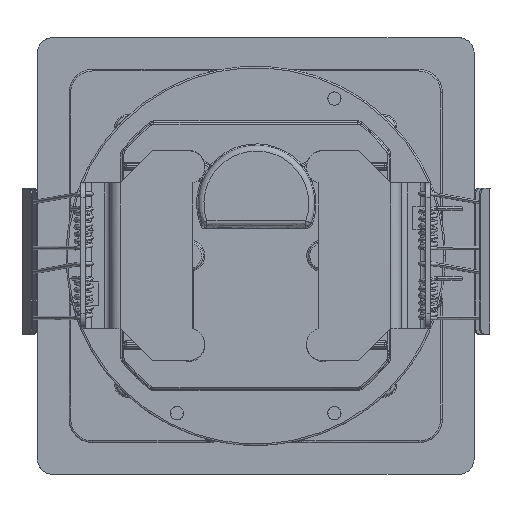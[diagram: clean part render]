
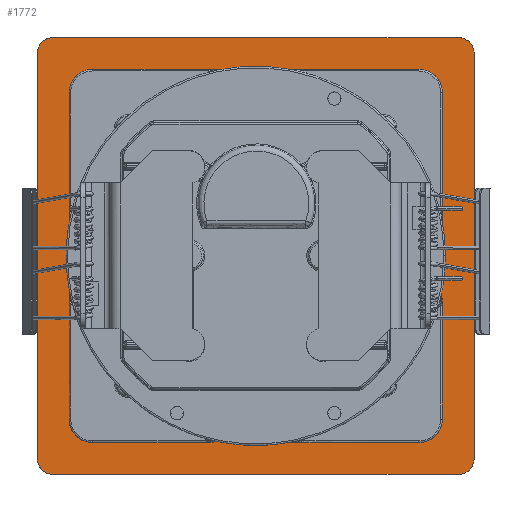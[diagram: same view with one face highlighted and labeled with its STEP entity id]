
A CAD part, top view. The second image highlights one B-rep face of the part: STEP entity #1772.
In plain terms, the highlighted planar face has unit normal (0, 0, 1).
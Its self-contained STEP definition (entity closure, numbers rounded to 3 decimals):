
#49=FACE_BOUND('',#4899,.T.);
#334=PLANE('',#23878);
#1772=ADVANCED_FACE('',(#3327,#49),#334,.T.);
#3327=FACE_OUTER_BOUND('',#4898,.T.);
#4898=EDGE_LOOP('',(#11612,#11613,#11614,#11615,#11616,#11617,#11618,#11619));
#4899=EDGE_LOOP('',(#11620,#11621,#11622,#11623,#11624,#11625,#11626,#11627));
#11612=ORIENTED_EDGE('',*,*,#15852,.T.);
#11613=ORIENTED_EDGE('',*,*,#15874,.F.);
#11614=ORIENTED_EDGE('',*,*,#15848,.T.);
#11615=ORIENTED_EDGE('',*,*,#15876,.F.);
#11616=ORIENTED_EDGE('',*,*,#15844,.T.);
#11617=ORIENTED_EDGE('',*,*,#15880,.F.);
#11618=ORIENTED_EDGE('',*,*,#15856,.T.);
#11619=ORIENTED_EDGE('',*,*,#15878,.F.);
#11620=ORIENTED_EDGE('',*,*,#15835,.F.);
#11621=ORIENTED_EDGE('',*,*,#15870,.F.);
#11622=ORIENTED_EDGE('',*,*,#15831,.F.);
#11623=ORIENTED_EDGE('',*,*,#15868,.F.);
#11624=ORIENTED_EDGE('',*,*,#15859,.F.);
#11625=ORIENTED_EDGE('',*,*,#15866,.F.);
#11626=ORIENTED_EDGE('',*,*,#15837,.F.);
#11627=ORIENTED_EDGE('',*,*,#15872,.F.);
#15831=EDGE_CURVE('',#21953,#21954,#19908,.T.);
#15835=EDGE_CURVE('',#21957,#21958,#19912,.T.);
#15837=EDGE_CURVE('',#21959,#21960,#19914,.T.);
#15844=EDGE_CURVE('',#21964,#21966,#19921,.T.);
#15848=EDGE_CURVE('',#21968,#21970,#19925,.T.);
#15852=EDGE_CURVE('',#21972,#21974,#19929,.T.);
#15856=EDGE_CURVE('',#21976,#21978,#19933,.T.);
#15859=EDGE_CURVE('',#21981,#21982,#19936,.T.);
#15866=EDGE_CURVE('',#21960,#21981,#18275,.T.);
#15868=EDGE_CURVE('',#21982,#21953,#18277,.T.);
#15870=EDGE_CURVE('',#21954,#21957,#18279,.T.);
#15872=EDGE_CURVE('',#21958,#21959,#18281,.T.);
#15874=EDGE_CURVE('',#21968,#21974,#18283,.T.);
#15876=EDGE_CURVE('',#21964,#21970,#18285,.T.);
#15878=EDGE_CURVE('',#21972,#21978,#18287,.T.);
#15880=EDGE_CURVE('',#21976,#21966,#18289,.T.);
#18275=(
BOUNDED_CURVE()
B_SPLINE_CURVE(2,(#69955,#69956,#69957),.UNSPECIFIED.,.F.,.F.)
B_SPLINE_CURVE_WITH_KNOTS((3,3),(-6.283,0.),.UNSPECIFIED.)
CURVE()
GEOMETRIC_REPRESENTATION_ITEM()
RATIONAL_B_SPLINE_CURVE((1.,0.707,1.))
REPRESENTATION_ITEM('')
);
#18277=(
BOUNDED_CURVE()
B_SPLINE_CURVE(2,(#69961,#69962,#69963),.UNSPECIFIED.,.F.,.F.)
B_SPLINE_CURVE_WITH_KNOTS((3,3),(-6.283,0.),.UNSPECIFIED.)
CURVE()
GEOMETRIC_REPRESENTATION_ITEM()
RATIONAL_B_SPLINE_CURVE((1.,0.707,1.))
REPRESENTATION_ITEM('')
);
#18279=(
BOUNDED_CURVE()
B_SPLINE_CURVE(2,(#69967,#69968,#69969),.UNSPECIFIED.,.F.,.F.)
B_SPLINE_CURVE_WITH_KNOTS((3,3),(-6.283,0.),.UNSPECIFIED.)
CURVE()
GEOMETRIC_REPRESENTATION_ITEM()
RATIONAL_B_SPLINE_CURVE((1.,0.707,1.))
REPRESENTATION_ITEM('')
);
#18281=(
BOUNDED_CURVE()
B_SPLINE_CURVE(2,(#69973,#69974,#69975),.UNSPECIFIED.,.F.,.F.)
B_SPLINE_CURVE_WITH_KNOTS((3,3),(-6.283,0.),.UNSPECIFIED.)
CURVE()
GEOMETRIC_REPRESENTATION_ITEM()
RATIONAL_B_SPLINE_CURVE((1.,0.707,1.))
REPRESENTATION_ITEM('')
);
#18283=(
BOUNDED_CURVE()
B_SPLINE_CURVE(2,(#69979,#69980,#69981),.UNSPECIFIED.,.F.,.F.)
B_SPLINE_CURVE_WITH_KNOTS((3,3),(-8.639,0.),.UNSPECIFIED.)
CURVE()
GEOMETRIC_REPRESENTATION_ITEM()
RATIONAL_B_SPLINE_CURVE((1.,0.707,1.))
REPRESENTATION_ITEM('')
);
#18285=(
BOUNDED_CURVE()
B_SPLINE_CURVE(2,(#69985,#69986,#69987),.UNSPECIFIED.,.F.,.F.)
B_SPLINE_CURVE_WITH_KNOTS((3,3),(-8.639,0.),.UNSPECIFIED.)
CURVE()
GEOMETRIC_REPRESENTATION_ITEM()
RATIONAL_B_SPLINE_CURVE((1.,0.707,1.))
REPRESENTATION_ITEM('')
);
#18287=(
BOUNDED_CURVE()
B_SPLINE_CURVE(2,(#69991,#69992,#69993),.UNSPECIFIED.,.F.,.F.)
B_SPLINE_CURVE_WITH_KNOTS((3,3),(-8.639,0.),.UNSPECIFIED.)
CURVE()
GEOMETRIC_REPRESENTATION_ITEM()
RATIONAL_B_SPLINE_CURVE((1.,0.707,1.))
REPRESENTATION_ITEM('')
);
#18289=(
BOUNDED_CURVE()
B_SPLINE_CURVE(2,(#69997,#69998,#69999),.UNSPECIFIED.,.F.,.F.)
B_SPLINE_CURVE_WITH_KNOTS((3,3),(-8.639,0.),.UNSPECIFIED.)
CURVE()
GEOMETRIC_REPRESENTATION_ITEM()
RATIONAL_B_SPLINE_CURVE((1.,0.707,1.))
REPRESENTATION_ITEM('')
);
#19908=B_SPLINE_CURVE_WITH_KNOTS('',1,(#69884,#69885),.UNSPECIFIED.,.F.,
 .F.,(2,2),(-83.,0.),.UNSPECIFIED.);
#19912=B_SPLINE_CURVE_WITH_KNOTS('',1,(#69892,#69893),.UNSPECIFIED.,.F.,
 .F.,(2,2),(-83.,0.),.UNSPECIFIED.);
#19914=B_SPLINE_CURVE_WITH_KNOTS('',1,(#69896,#69897),.UNSPECIFIED.,.F.,
 .F.,(2,2),(-83.,0.),.UNSPECIFIED.);
#19921=B_SPLINE_CURVE_WITH_KNOTS('',1,(#69910,#69911),.UNSPECIFIED.,.F.,
 .F.,(2,2),(-139.,0.),.UNSPECIFIED.);
#19925=B_SPLINE_CURVE_WITH_KNOTS('',1,(#69918,#69919),.UNSPECIFIED.,.F.,
 .F.,(2,2),(-139.,0.),.UNSPECIFIED.);
#19929=B_SPLINE_CURVE_WITH_KNOTS('',1,(#69926,#69927),.UNSPECIFIED.,.F.,
 .F.,(2,2),(-139.,0.),.UNSPECIFIED.);
#19933=B_SPLINE_CURVE_WITH_KNOTS('',1,(#69934,#69935),.UNSPECIFIED.,.F.,
 .F.,(2,2),(-139.,0.),.UNSPECIFIED.);
#19936=B_SPLINE_CURVE_WITH_KNOTS('',1,(#69940,#69941),.UNSPECIFIED.,.F.,
 .F.,(2,2),(-83.,0.),.UNSPECIFIED.);
#21953=VERTEX_POINT('',#69842);
#21954=VERTEX_POINT('',#69843);
#21957=VERTEX_POINT('',#69846);
#21958=VERTEX_POINT('',#69847);
#21959=VERTEX_POINT('',#69848);
#21960=VERTEX_POINT('',#69849);
#21964=VERTEX_POINT('',#69853);
#21966=VERTEX_POINT('',#69855);
#21968=VERTEX_POINT('',#69857);
#21970=VERTEX_POINT('',#69859);
#21972=VERTEX_POINT('',#69861);
#21974=VERTEX_POINT('',#69863);
#21976=VERTEX_POINT('',#69865);
#21978=VERTEX_POINT('',#69867);
#21981=VERTEX_POINT('',#69870);
#21982=VERTEX_POINT('',#69871);
#23878=AXIS2_PLACEMENT_3D('',#69619,#24213,$);
#24213=DIRECTION('',(0.,0.,1.));
#69619=CARTESIAN_POINT('',(-91.134,88.764,-55.886));
#69842=CARTESIAN_POINT('',(41.5,43.13,-55.886));
#69843=CARTESIAN_POINT('',(-41.5,43.13,-55.886));
#69846=CARTESIAN_POINT('',(-45.5,39.13,-55.886));
#69847=CARTESIAN_POINT('',(-45.5,-43.87,-55.886));
#69848=CARTESIAN_POINT('',(-41.5,-47.87,-55.886));
#69849=CARTESIAN_POINT('',(41.5,-47.87,-55.886));
#69853=CARTESIAN_POINT('',(69.5,72.63,-55.886));
#69855=CARTESIAN_POINT('',(-69.5,72.63,-55.886));
#69857=CARTESIAN_POINT('',(75.,-71.87,-55.886));
#69859=CARTESIAN_POINT('',(75.,67.13,-55.886));
#69861=CARTESIAN_POINT('',(-69.5,-77.37,-55.886));
#69863=CARTESIAN_POINT('',(69.5,-77.37,-55.886));
#69865=CARTESIAN_POINT('',(-75.,67.13,-55.886));
#69867=CARTESIAN_POINT('',(-75.,-71.87,-55.886));
#69870=CARTESIAN_POINT('',(45.5,-43.87,-55.886));
#69871=CARTESIAN_POINT('',(45.5,39.13,-55.886));
#69884=CARTESIAN_POINT('',(41.5,43.13,-55.886));
#69885=CARTESIAN_POINT('',(-41.5,43.13,-55.886));
#69892=CARTESIAN_POINT('',(-45.5,39.13,-55.886));
#69893=CARTESIAN_POINT('',(-45.5,-43.87,-55.886));
#69896=CARTESIAN_POINT('',(-41.5,-47.87,-55.886));
#69897=CARTESIAN_POINT('',(41.5,-47.87,-55.886));
#69910=CARTESIAN_POINT('',(69.5,72.63,-55.886));
#69911=CARTESIAN_POINT('',(-69.5,72.63,-55.886));
#69918=CARTESIAN_POINT('',(75.,-71.87,-55.886));
#69919=CARTESIAN_POINT('',(75.,67.13,-55.886));
#69926=CARTESIAN_POINT('',(-69.5,-77.37,-55.886));
#69927=CARTESIAN_POINT('',(69.5,-77.37,-55.886));
#69934=CARTESIAN_POINT('',(-75.,67.13,-55.886));
#69935=CARTESIAN_POINT('',(-75.,-71.87,-55.886));
#69940=CARTESIAN_POINT('',(45.5,-43.87,-55.886));
#69941=CARTESIAN_POINT('',(45.5,39.13,-55.886));
#69955=CARTESIAN_POINT('',(41.5,-47.87,-55.886));
#69956=CARTESIAN_POINT('',(45.5,-47.87,-55.886));
#69957=CARTESIAN_POINT('',(45.5,-43.87,-55.886));
#69961=CARTESIAN_POINT('',(45.5,39.13,-55.886));
#69962=CARTESIAN_POINT('',(45.5,43.13,-55.886));
#69963=CARTESIAN_POINT('',(41.5,43.13,-55.886));
#69967=CARTESIAN_POINT('',(-41.5,43.13,-55.886));
#69968=CARTESIAN_POINT('',(-45.5,43.13,-55.886));
#69969=CARTESIAN_POINT('',(-45.5,39.13,-55.886));
#69973=CARTESIAN_POINT('',(-45.5,-43.87,-55.886));
#69974=CARTESIAN_POINT('',(-45.5,-47.87,-55.886));
#69975=CARTESIAN_POINT('',(-41.5,-47.87,-55.886));
#69979=CARTESIAN_POINT('',(75.,-71.87,-55.886));
#69980=CARTESIAN_POINT('',(75.,-77.37,-55.886));
#69981=CARTESIAN_POINT('',(69.5,-77.37,-55.886));
#69985=CARTESIAN_POINT('',(69.5,72.63,-55.886));
#69986=CARTESIAN_POINT('',(75.,72.63,-55.886));
#69987=CARTESIAN_POINT('',(75.,67.13,-55.886));
#69991=CARTESIAN_POINT('',(-69.5,-77.37,-55.886));
#69992=CARTESIAN_POINT('',(-75.,-77.37,-55.886));
#69993=CARTESIAN_POINT('',(-75.,-71.87,-55.886));
#69997=CARTESIAN_POINT('',(-75.,67.13,-55.886));
#69998=CARTESIAN_POINT('',(-75.,72.63,-55.886));
#69999=CARTESIAN_POINT('',(-69.5,72.63,-55.886));
